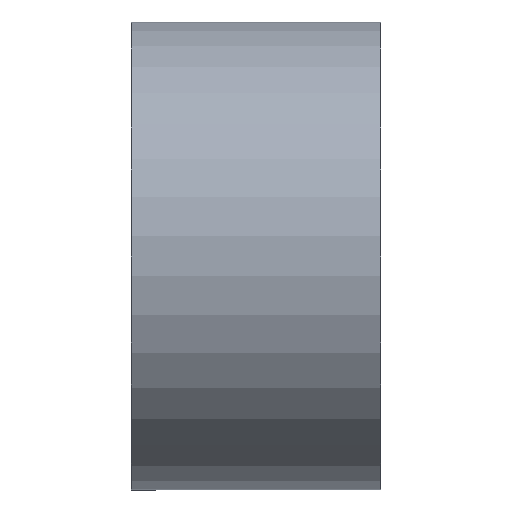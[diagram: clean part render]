
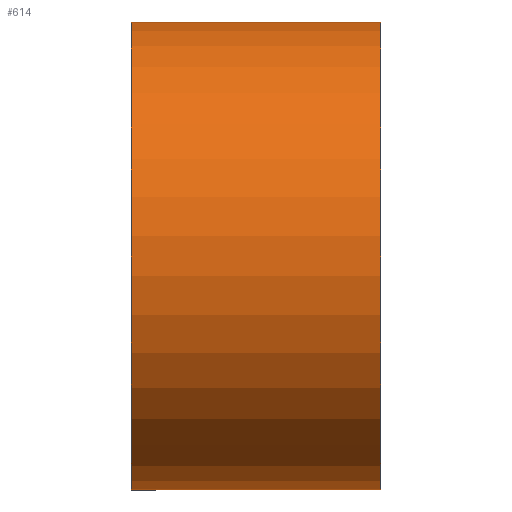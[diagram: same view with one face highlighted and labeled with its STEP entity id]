
A CAD part, left-side view. The second image highlights one B-rep face of the part: STEP entity #614.
In plain terms, the highlighted cylindrical face has radius 7.5 mm (diameter 15 mm), a partial arc.
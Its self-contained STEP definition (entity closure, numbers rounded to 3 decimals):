
#43=FACE_OUTER_BOUND('',#76,.T.);
#76=EDGE_LOOP('',(#418,#419,#420,#421));
#120=LINE('',#922,#178);
#121=LINE('',#925,#179);
#178=VECTOR('',#732,10.);
#179=VECTOR('',#735,10.);
#236=CIRCLE('',#662,7.5);
#237=CIRCLE('',#663,7.5);
#268=VERTEX_POINT('',#918);
#269=VERTEX_POINT('',#919);
#270=VERTEX_POINT('',#921);
#271=VERTEX_POINT('',#923);
#328=EDGE_CURVE('',#268,#269,#236,.T.);
#329=EDGE_CURVE('',#270,#269,#120,.T.);
#330=EDGE_CURVE('',#270,#271,#237,.T.);
#331=EDGE_CURVE('',#271,#268,#121,.T.);
#418=ORIENTED_EDGE('',*,*,#328,.T.);
#419=ORIENTED_EDGE('',*,*,#329,.F.);
#420=ORIENTED_EDGE('',*,*,#330,.T.);
#421=ORIENTED_EDGE('',*,*,#331,.T.);
#598=CYLINDRICAL_SURFACE('',#661,7.5);
#614=ADVANCED_FACE('',(#43),#598,.T.);
#661=AXIS2_PLACEMENT_3D('',#917,#728,#729);
#662=AXIS2_PLACEMENT_3D('',#920,#730,#731);
#663=AXIS2_PLACEMENT_3D('',#924,#733,#734);
#728=DIRECTION('center_axis',(0.,1.,0.));
#729=DIRECTION('ref_axis',(-1.,0.,0.));
#730=DIRECTION('center_axis',(0.,-1.,0.));
#731=DIRECTION('ref_axis',(1.,0.,0.));
#732=DIRECTION('',(0.,1.,0.));
#733=DIRECTION('center_axis',(0.,1.,0.));
#734=DIRECTION('ref_axis',(1.,0.,0.));
#735=DIRECTION('',(0.,1.,0.));
#917=CARTESIAN_POINT('Origin',(0.,0.,0.));
#918=CARTESIAN_POINT('',(0.408,8.,7.489));
#919=CARTESIAN_POINT('',(0.408,8.,-7.489));
#920=CARTESIAN_POINT('Origin',(0.,8.,0.));
#921=CARTESIAN_POINT('',(0.408,0.,-7.489));
#922=CARTESIAN_POINT('',(0.408,0.,-7.489));
#923=CARTESIAN_POINT('',(0.408,0.,7.489));
#924=CARTESIAN_POINT('Origin',(0.,0.,0.));
#925=CARTESIAN_POINT('',(0.408,0.,7.489));
